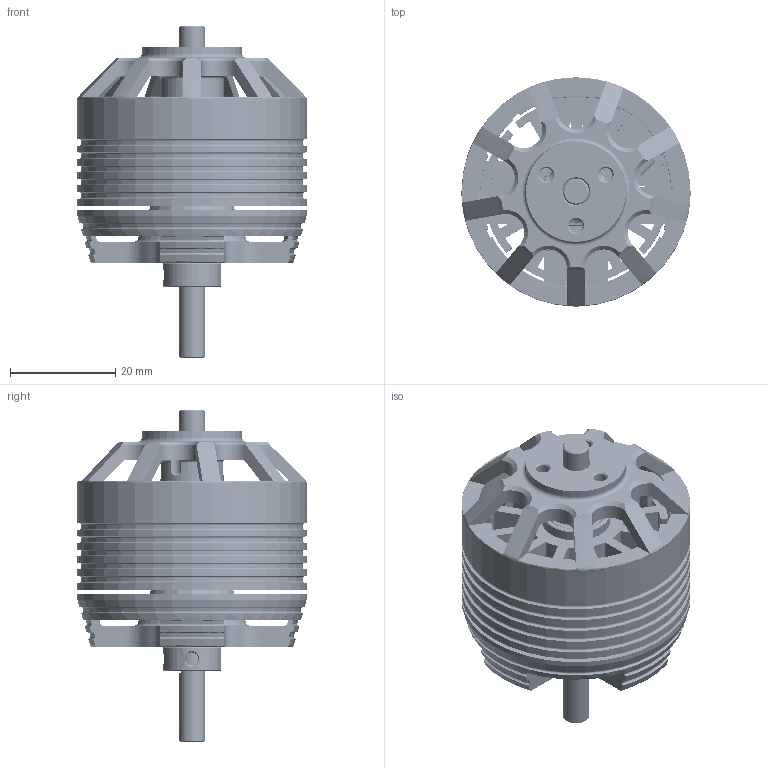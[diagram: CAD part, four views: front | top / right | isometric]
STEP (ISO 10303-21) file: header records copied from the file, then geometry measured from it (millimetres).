
FILE_DESCRIPTION (( 'STEP AP214' ), '1' );
FILE_NAME ('BA-3515-Motor.STEP', '2023-03-27T18:02:04', ( '' ), ( '' ), 'SwSTEP 2.0', 'SolidWorks 2014', '' );
FILE_SCHEMA (( 'AUTOMOTIVE_DESIGN' ));
Length unit declared in the file: millimetre
Products named in the file (22): 625HZZ_SOLID_3-1; Collar-5mm; Spacer-5mm; 3515-Shaft; 35x13x5mm-Stator; 35x13x1mm-Stator; 685HZZ_SOLID_2-1; 685HZZ_SOLID_3-1; 3515-Stator-Assem; 5x16x5-BRG; 5x11x5-BRG; 35mm-Endbell; 35x13x15-Stator; 3515-Magnet; BA-3515-Motor; 685HZZ_SOLID_1-1; 625HZZ_SOLID_2-1; 3515-Mount; 3515-Rotor; 625HZZ_SOLID_1-1; 3515-Fluxring; 35x13-Stator Plate
Assembly tree (45 placements, depth 6):
  BA-3515-Motor
    3515-Stator-Assem
      3515-Mount
      35x13x15-Stator
        35x13x5mm-Stator  x3
          35x13x1mm-Stator
            35x13-Stator Plate  x5
      5x11x5-BRG
        685HZZ_SOLID_1-1
        685HZZ_SOLID_2-1
        685HZZ_SOLID_3-1
      5x16x5-BRG
        625HZZ_SOLID_1-1
        625HZZ_SOLID_2-1
        625HZZ_SOLID_3-1
    3515-Rotor
      35mm-Endbell
      3515-Fluxring
      3515-Magnet  x14
      3515-Shaft
    Spacer-5mm  x2
    Collar-5mm
Bounding box: 43.5 x 43.5 x 63 mm (x, y, z)
Volume: 25820.5 mm3; surface area: 93933.7 mm2
Topology: 102 solids, 102 shells, 17749 faces, 52145 edges, 34578 vertices
Faces by surface type: cylinder 13281, plane 3978, sphere 176, torus 168, cone 146
Entity records: 31285 total; most frequent: CARTESIAN_POINT 7276, DIRECTION 5058, ORIENTED_EDGE 4670, EDGE_CURVE 2335, AXIS2_PLACEMENT_3D 2141, VERTEX_POINT 1494, CIRCLE 1183, EDGE_LOOP 1007
